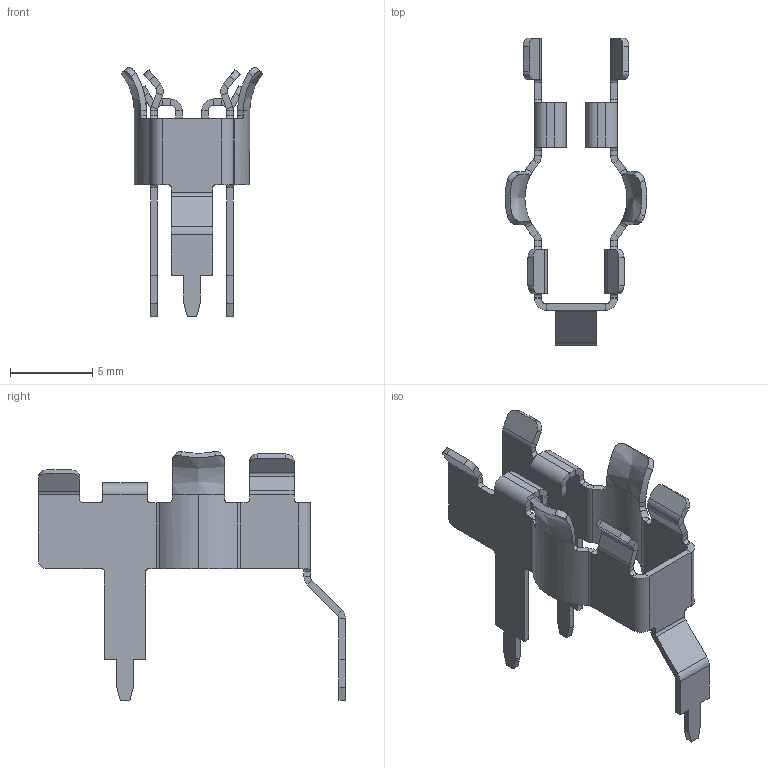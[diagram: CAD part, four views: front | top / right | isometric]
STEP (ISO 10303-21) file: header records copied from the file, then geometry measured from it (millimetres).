
FILE_DESCRIPTION (( 'STEP AP203' ), '1' );
FILE_NAME ('WSO-RM.V01_Copper Contact 02.STEP', '2018-12-21T08:02:03', ( '' ), ( '' ), 'SwSTEP 2.0', 'SolidWorks 2018', '' );
FILE_SCHEMA (( 'CONFIG_CONTROL_DESIGN' ));
Length unit declared in the file: millimetre
Products named in the file (1): WSO-RM.V01_Copper Contact 02
Bounding box: 8.6 x 18.62 x 15.11 mm (x, y, z)
Volume: 107.1 mm3; surface area: 605.4 mm2
Topology: 1 solids, 1 shells, 256 faces, 610 edges, 356 vertices
Faces by surface type: plane 168, cylinder 76, bspline 12
Entity records: 7590 total; most frequent: CARTESIAN_POINT 1664, ORIENTED_EDGE 1220, DIRECTION 1212, EDGE_CURVE 610, LINE 422, VECTOR 422, AXIS2_PLACEMENT_3D 395, VERTEX_POINT 356
